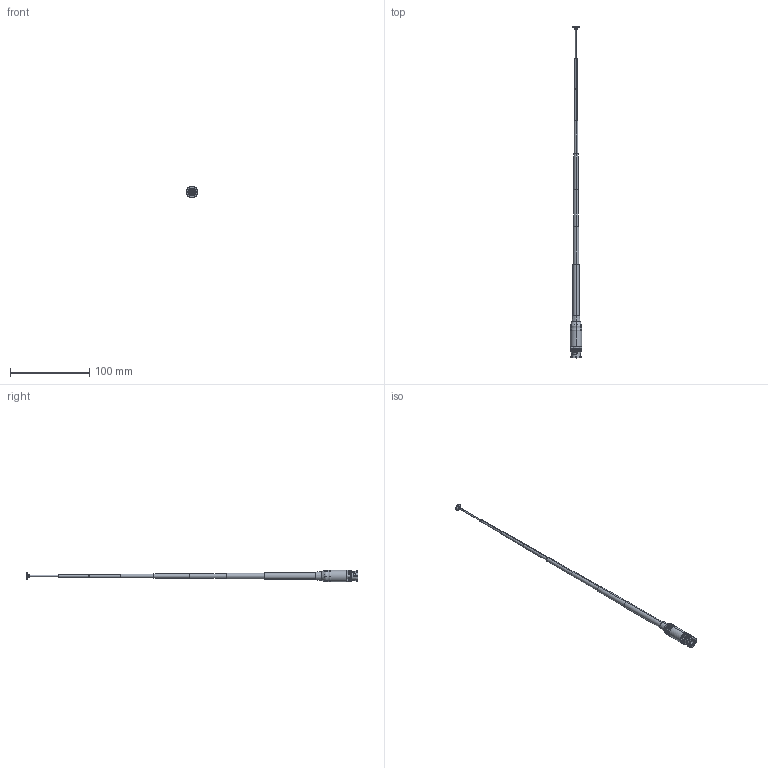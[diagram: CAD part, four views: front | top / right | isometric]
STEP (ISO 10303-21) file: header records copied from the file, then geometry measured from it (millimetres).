
FILE_DESCRIPTION (( 'STEP AP214' ), '1' );
FILE_NAME ('FMANRBD1077_3D.step', '2025-03-19T23:29:39', ( '' ), ( '' ), 'SwSTEP 2.0', 'SolidWorks 2022', '' );
FILE_SCHEMA (( 'AUTOMOTIVE_DESIGN' ));
Length unit declared in the file: inch
Products named in the file (1): FMANRBD1077_3D
Bounding box: 14.58 x 419.9 x 14.58 mm (x, y, z)
Volume: 15934.8 mm3; surface area: 10065.2 mm2
Topology: 1 solids, 2 shells, 388 faces, 1071 edges, 697 vertices
Faces by surface type: plane 189, cylinder 159, torus 26, bspline 8, cone 6
Entity records: 12827 total; most frequent: CARTESIAN_POINT 2683, DIRECTION 2151, ORIENTED_EDGE 2138, EDGE_CURVE 1069, AXIS2_PLACEMENT_3D 751, VERTEX_POINT 697, LINE 649, VECTOR 649
